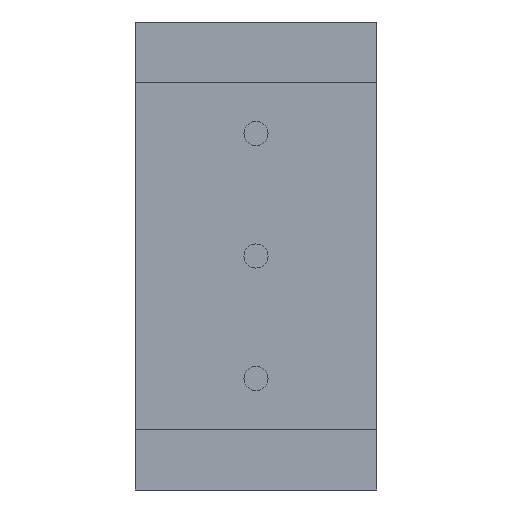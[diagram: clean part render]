
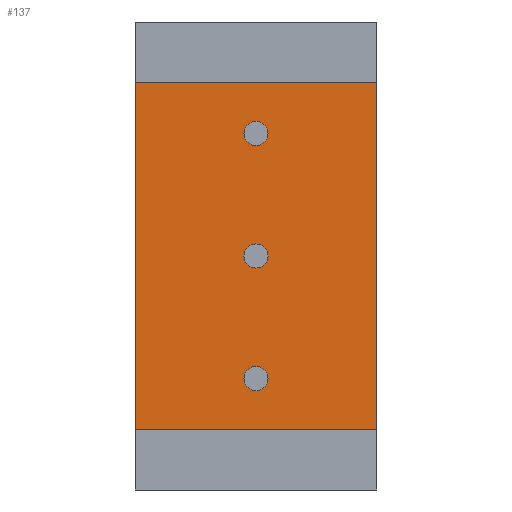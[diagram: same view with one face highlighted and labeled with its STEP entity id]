
A CAD part, front view. The second image highlights one B-rep face of the part: STEP entity #137.
In plain terms, the highlighted planar face has unit normal (0, -1, 0).
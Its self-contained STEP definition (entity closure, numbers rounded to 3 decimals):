
#55 = CARTESIAN_POINT ( 'NONE',  ( 2.5, 0.5, 4.85 ) ) ;
#96 = FACE_OUTER_BOUND ( 'NONE', #304, .T. ) ;
#100 = DIRECTION ( 'NONE',  ( 0., 0., 1. ) ) ;
#111 = LINE ( 'NONE', #524, #433 ) ;
#137 = ADVANCED_FACE ( 'NONE', ( #96 ), #369, .F. ) ;
#179 = LINE ( 'NONE', #55, #590 ) ;
#207 = CARTESIAN_POINT ( 'NONE',  ( -2.5, 0.5, -3.6 ) ) ;
#240 = DIRECTION ( 'NONE',  ( 1., 0., 0. ) ) ;
#302 = CARTESIAN_POINT ( 'NONE',  ( -2.5, 0.5, -3.6 ) ) ;
#304 = EDGE_LOOP ( 'NONE', ( #591, #878, #486, #471 ) ) ;
#306 = EDGE_CURVE ( 'NONE', #541, #450, #767, .T. ) ;
#369 = PLANE ( 'NONE',  #573 ) ;
#387 = DIRECTION ( 'NONE',  ( 0., 0., -1. ) ) ;
#400 = VERTEX_POINT ( 'NONE', #733 ) ;
#433 = VECTOR ( 'NONE', #240, 1000. ) ;
#450 = VERTEX_POINT ( 'NONE', #791 ) ;
#458 = LINE ( 'NONE', #657, #507 ) ;
#471 = ORIENTED_EDGE ( 'NONE', *, *, #769, .F. ) ;
#486 = ORIENTED_EDGE ( 'NONE', *, *, #823, .T. ) ;
#489 = DIRECTION ( 'NONE',  ( 0., 0., 1. ) ) ;
#507 = VECTOR ( 'NONE', #580, 1000. ) ;
#524 = CARTESIAN_POINT ( 'NONE',  ( -2.5, 0.5, -3.6 ) ) ;
#534 = VECTOR ( 'NONE', #489, 1000. ) ;
#541 = VERTEX_POINT ( 'NONE', #753 ) ;
#573 = AXIS2_PLACEMENT_3D ( 'NONE', #302, #708, #100 ) ;
#576 = CARTESIAN_POINT ( 'NONE',  ( 2.5, 0.5, 3.6 ) ) ;
#580 = DIRECTION ( 'NONE',  ( 1., 0., 0. ) ) ;
#590 = VECTOR ( 'NONE', #387, 1000. ) ;
#591 = ORIENTED_EDGE ( 'NONE', *, *, #881, .F. ) ;
#657 = CARTESIAN_POINT ( 'NONE',  ( -2.5, 0.5, 3.6 ) ) ;
#708 = DIRECTION ( 'NONE',  ( 0., 1., 0. ) ) ;
#733 = CARTESIAN_POINT ( 'NONE',  ( 2.5, 0.5, -3.6 ) ) ;
#753 = CARTESIAN_POINT ( 'NONE',  ( -2.5, 0.5, -3.6 ) ) ;
#767 = LINE ( 'NONE', #207, #534 ) ;
#769 = EDGE_CURVE ( 'NONE', #833, #400, #179, .T. ) ;
#791 = CARTESIAN_POINT ( 'NONE',  ( -2.5, 0.5, 3.6 ) ) ;
#823 = EDGE_CURVE ( 'NONE', #541, #400, #111, .T. ) ;
#833 = VERTEX_POINT ( 'NONE', #576 ) ;
#878 = ORIENTED_EDGE ( 'NONE', *, *, #306, .F. ) ;
#881 = EDGE_CURVE ( 'NONE', #450, #833, #458, .T. ) ;
